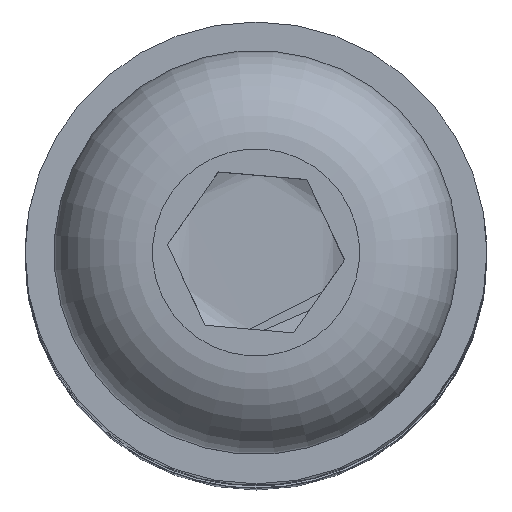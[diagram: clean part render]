
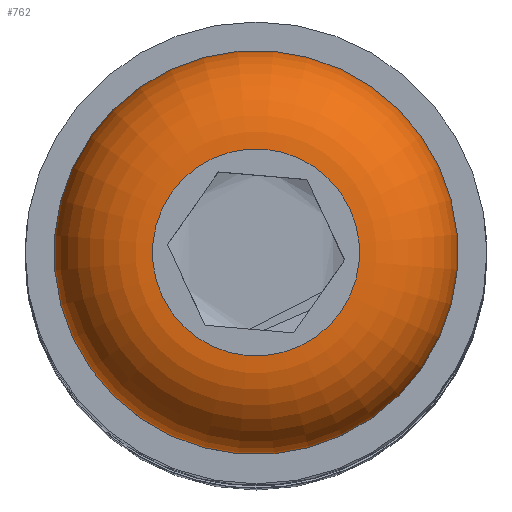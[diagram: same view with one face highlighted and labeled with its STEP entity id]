
A CAD part, top view. The second image highlights one B-rep face of the part: STEP entity #762.
In plain terms, the highlighted toroidal (fillet/blend) face has major radius 2.69 mm and minor radius 2.56 mm.
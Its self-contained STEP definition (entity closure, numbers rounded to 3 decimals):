
#60=TOROIDAL_SURFACE('',#942,2.69,2.56);
#140=FACE_OUTER_BOUND('',#189,.T.);
#189=EDGE_LOOP('',(#605,#606,#607,#608,#609,#610,#611));
#346=CIRCLE('',#943,5.25);
#347=CIRCLE('',#944,5.25);
#348=CIRCLE('',#945,2.56);
#349=CIRCLE('',#946,2.69);
#350=CIRCLE('',#947,2.69);
#351=CIRCLE('',#948,5.25);
#388=VERTEX_POINT('',#1329);
#389=VERTEX_POINT('',#1330);
#390=VERTEX_POINT('',#1332);
#391=VERTEX_POINT('',#1334);
#392=VERTEX_POINT('',#1336);
#470=EDGE_CURVE('',#388,#389,#346,.T.);
#471=EDGE_CURVE('',#389,#390,#347,.T.);
#472=EDGE_CURVE('',#390,#391,#348,.T.);
#473=EDGE_CURVE('',#391,#392,#349,.T.);
#474=EDGE_CURVE('',#392,#391,#350,.T.);
#475=EDGE_CURVE('',#390,#388,#351,.T.);
#605=ORIENTED_EDGE('',*,*,#470,.T.);
#606=ORIENTED_EDGE('',*,*,#471,.T.);
#607=ORIENTED_EDGE('',*,*,#472,.T.);
#608=ORIENTED_EDGE('',*,*,#473,.T.);
#609=ORIENTED_EDGE('',*,*,#474,.T.);
#610=ORIENTED_EDGE('',*,*,#472,.F.);
#611=ORIENTED_EDGE('',*,*,#475,.T.);
#762=ADVANCED_FACE('',(#140),#60,.T.);
#942=AXIS2_PLACEMENT_3D('',#1328,#1097,#1098);
#943=AXIS2_PLACEMENT_3D('',#1331,#1099,#1100);
#944=AXIS2_PLACEMENT_3D('',#1333,#1101,#1102);
#945=AXIS2_PLACEMENT_3D('',#1335,#1103,#1104);
#946=AXIS2_PLACEMENT_3D('',#1337,#1105,#1106);
#947=AXIS2_PLACEMENT_3D('',#1338,#1107,#1108);
#948=AXIS2_PLACEMENT_3D('',#1339,#1109,#1110);
#1097=DIRECTION('center_axis',(1.,0.,0.));
#1098=DIRECTION('ref_axis',(0.,0.,-1.));
#1099=DIRECTION('center_axis',(-1.,0.,0.));
#1100=DIRECTION('ref_axis',(0.,-1.,0.));
#1101=DIRECTION('center_axis',(-1.,0.,0.));
#1102=DIRECTION('ref_axis',(0.,-1.,0.));
#1103=DIRECTION('center_axis',(0.,-1.,0.));
#1104=DIRECTION('ref_axis',(0.,0.,1.));
#1105=DIRECTION('center_axis',(1.,0.,0.));
#1106=DIRECTION('ref_axis',(0.,-1.,0.));
#1107=DIRECTION('center_axis',(1.,0.,0.));
#1108=DIRECTION('ref_axis',(0.,-1.,0.));
#1109=DIRECTION('center_axis',(-1.,0.,0.));
#1110=DIRECTION('ref_axis',(0.,-1.,0.));
#1328=CARTESIAN_POINT('Origin',(-0.74,0.,
0.));
#1329=CARTESIAN_POINT('',(-0.74,5.25,0.));
#1330=CARTESIAN_POINT('',(-0.74,-5.25,0.));
#1331=CARTESIAN_POINT('Origin',(-0.74,0.,
0.));
#1332=CARTESIAN_POINT('',(-0.74,0.,5.25));
#1333=CARTESIAN_POINT('Origin',(-0.74,0.,
0.));
#1334=CARTESIAN_POINT('',(-3.3,0.,2.69));
#1335=CARTESIAN_POINT('Origin',(-0.74,0.,
2.69));
#1336=CARTESIAN_POINT('',(-3.3,2.69,0.));
#1337=CARTESIAN_POINT('Origin',(-3.3,0.,0.));
#1338=CARTESIAN_POINT('Origin',(-3.3,0.,0.));
#1339=CARTESIAN_POINT('Origin',(-0.74,0.,
0.));
